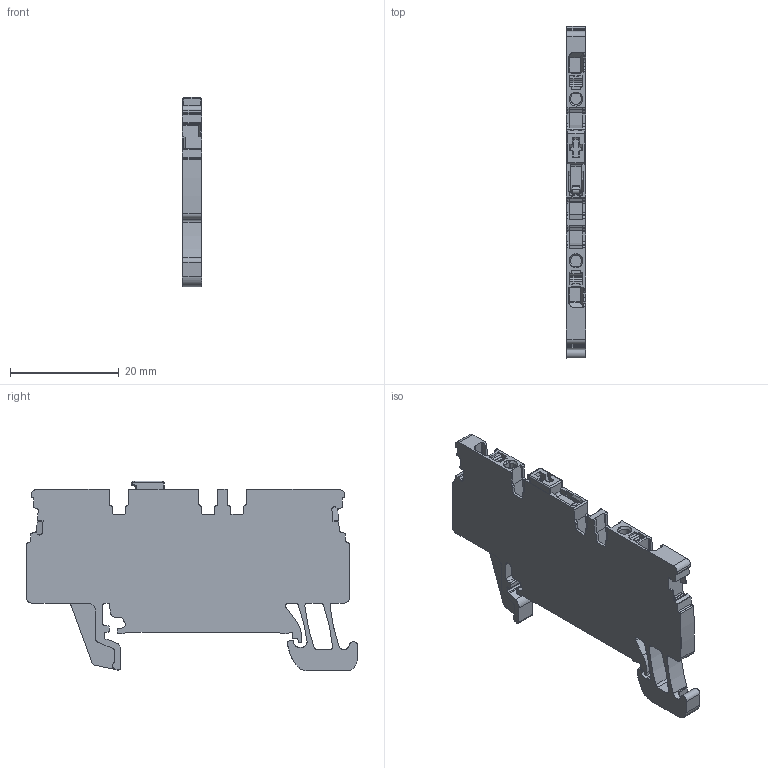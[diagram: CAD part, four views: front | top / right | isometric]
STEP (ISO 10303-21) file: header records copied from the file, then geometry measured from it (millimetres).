
FILE_DESCRIPTION(('CATIA V5 STEP Exchange','CAx-IF Rec.Pracs.--- Model Styling and Organization---1.5--- 2016-08-15','CAx-IF Rec.Pracs.---Supplemental Geometry---1.0---2011-11-01','CAx-IF Rec.Pracs.--- Composite Materials ---1.1---2010-07-15'),'2;1');
FILE_NAME ('1893607-2_1', '2024-05-29T09:54:35+00:00', ('none'), ('Weidmueller'), 'CATIA Version 5-6 Release 2022 SP4 HF5', 'CATIA V5 STEP AP214 v3', 'none');
FILE_SCHEMA(('AUTOMOTIVE_DESIGN { 1 0 10303 214 1 1 1 1 }'));
Length unit declared in the file: millimetre
Products named in the file (1): 2941210000
Bounding box: 3.5 x 61.08 x 34.85 mm (x, y, z)
Volume: 4521.2 mm3; surface area: 5148.6 mm2
Topology: 4 solids, 8 shells, 896 faces, 2504 edges, 1619 vertices
Faces by surface type: plane 384, cylinder 324, extrusion 113, bspline 30, torus 29, cone 8, sphere 8
Entity records: 30921 total; most frequent: CARTESIAN_POINT 9065, ORIENTED_EDGE 4992, DIRECTION 3533, EDGE_CURVE 2496, VECTOR 1648, VERTEX_POINT 1619, LINE 1535, AXIS2_PLACEMENT_3D 1238
